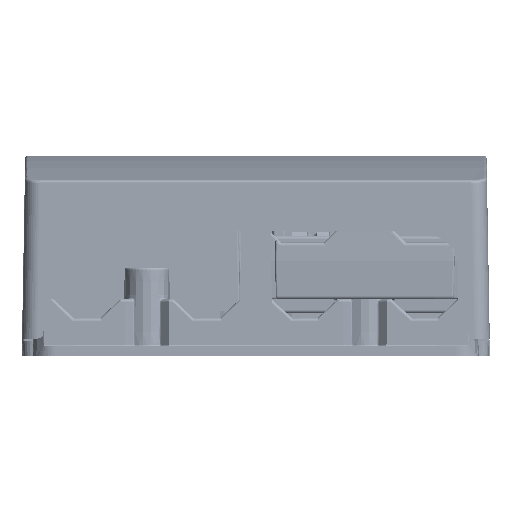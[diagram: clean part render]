
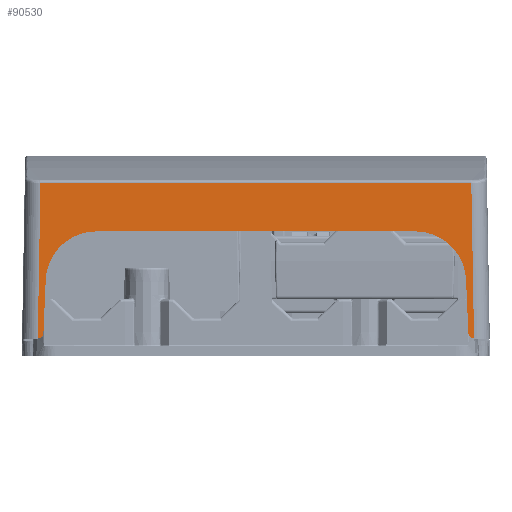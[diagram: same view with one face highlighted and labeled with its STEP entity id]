
A CAD part, left-side view. The second image highlights one B-rep face of the part: STEP entity #90530.
In plain terms, the highlighted face is planar.
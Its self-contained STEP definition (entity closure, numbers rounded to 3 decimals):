
#2532=ELLIPSE($,#96222,1.,1.);
#2533=ELLIPSE($,#96226,8.001,8.);
#2534=ELLIPSE($,#96230,1.,1.);
#2535=ELLIPSE($,#96233,8.001,8.);
#9103=LINE($,#142095,#18171);
#9106=LINE($,#142103,#18174);
#9109=LINE($,#142114,#18177);
#9111=LINE($,#142118,#18179);
#9112=LINE($,#142120,#18180);
#9113=LINE($,#142121,#18181);
#18171=VECTOR($,#110020,8.402);
#18174=VECTOR($,#110029,50.683);
#18177=VECTOR($,#110040,8.402);
#18179=VECTOR($,#110044,24.681);
#18180=VECTOR($,#110045,68.339);
#18181=VECTOR($,#110046,24.681);
#24441=PLANE($,#96232);
#29087=FACE_OUTER_BOUND($,#34201,.T.);
#34201=EDGE_LOOP($,(#71322,#71323,#71324,#71325,#71326,#71327,#71328,#71329,
#71330,#71331));
#42914=VERTEX_POINT($,#142087);
#42915=VERTEX_POINT($,#142089);
#42916=VERTEX_POINT($,#142093);
#42917=VERTEX_POINT($,#142097);
#42918=VERTEX_POINT($,#142101);
#42920=VERTEX_POINT($,#142107);
#42921=VERTEX_POINT($,#142109);
#42922=VERTEX_POINT($,#142113);
#42923=VERTEX_POINT($,#142117);
#42924=VERTEX_POINT($,#142119);
#53179=EDGE_CURVE($,#42914,#42915,#2532,.T.);
#53182=EDGE_CURVE($,#42914,#42916,#9103,.T.);
#53184=EDGE_CURVE($,#42917,#42916,#2533,.T.);
#53186=EDGE_CURVE($,#42917,#42918,#9106,.F.);
#53189=EDGE_CURVE($,#42920,#42921,#2534,.T.);
#53191=EDGE_CURVE($,#42922,#42921,#9109,.T.);
#53193=EDGE_CURVE($,#42923,#42920,#9111,.T.);
#53194=EDGE_CURVE($,#42924,#42923,#9112,.T.);
#53195=EDGE_CURVE($,#42915,#42924,#9113,.T.);
#53196=EDGE_CURVE($,#42922,#42918,#2535,.T.);
#71322=ORIENTED_EDGE($,*,*,#53189,.F.);
#71323=ORIENTED_EDGE($,*,*,#53193,.F.);
#71324=ORIENTED_EDGE($,*,*,#53194,.F.);
#71325=ORIENTED_EDGE($,*,*,#53195,.F.);
#71326=ORIENTED_EDGE($,*,*,#53179,.F.);
#71327=ORIENTED_EDGE($,*,*,#53182,.T.);
#71328=ORIENTED_EDGE($,*,*,#53184,.F.);
#71329=ORIENTED_EDGE($,*,*,#53186,.T.);
#71330=ORIENTED_EDGE($,*,*,#53196,.F.);
#71331=ORIENTED_EDGE($,*,*,#53191,.T.);
#90530=ADVANCED_FACE($,(#29087),#24441,.T.);
#96222=AXIS2_PLACEMENT_3D($,#142090,#110013,#110014);
#96226=AXIS2_PLACEMENT_3D($,#142099,#110024,#110025);
#96230=AXIS2_PLACEMENT_3D($,#142110,#110035,#110036);
#96232=AXIS2_PLACEMENT_3D($,#142116,#110042,#110043);
#96233=AXIS2_PLACEMENT_3D($,#142122,#110047,#110048);
#110013=DIRECTION('center_axis',(-1.,0.,-0.017));
#110014=DIRECTION('ref_axis',(0.017,0.,
-1.));
#110020=DIRECTION($,(-0.017,0.044,0.999));
#110024=DIRECTION('center_axis',(1.,0.,0.017));
#110025=DIRECTION('ref_axis',(-0.017,0.,
1.));
#110029=DIRECTION($,(0.,-1.,0.));
#110035=DIRECTION('center_axis',(-1.,0.,-0.017));
#110036=DIRECTION('ref_axis',(0.017,0.,
-1.));
#110040=DIRECTION($,(0.017,0.044,-0.999));
#110042=DIRECTION('center_axis',(1.,0.,0.017));
#110043=DIRECTION('ref_axis',(0.017,0.,-1.));
#110044=DIRECTION($,(0.017,0.017,-1.));
#110045=DIRECTION($,(0.,1.,0.));
#110046=DIRECTION($,(-0.017,0.017,1.));
#110047=DIRECTION('center_axis',(1.,0.,0.017));
#110048=DIRECTION('ref_axis',(-0.017,0.,
1.));
#142087=CARTESIAN_POINT('',(31.383,-33.7,0.956));
#142089=CARTESIAN_POINT('',(31.4,-34.6,0.005));
#142090=CARTESIAN_POINT('Origin',(31.383,-34.7,1.));
#142093=CARTESIAN_POINT('',(31.237,-33.334,9.349));
#142095=CARTESIAN_POINT($,(31.225,-33.304,10.041));
#142097=CARTESIAN_POINT('',(31.103,-25.342,17.));
#142099=CARTESIAN_POINT('Origin',(31.243,-25.342,9.));
#142101=CARTESIAN_POINT('',(31.103,25.342,17.));
#142103=CARTESIAN_POINT($,(31.103,35.05,17.));
#142107=CARTESIAN_POINT('',(31.4,34.6,0.005));
#142109=CARTESIAN_POINT('',(31.383,33.7,0.956));
#142110=CARTESIAN_POINT('Origin',(31.383,34.7,1.));
#142113=CARTESIAN_POINT('',(31.237,33.334,9.349));
#142114=CARTESIAN_POINT($,(31.401,33.745,-0.065));
#142116=CARTESIAN_POINT('Origin',(31.4,37.1,0.));
#142117=CARTESIAN_POINT('',(30.969,34.17,24.679));
#142118=CARTESIAN_POINT($,(31.391,34.592,0.504));
#142119=CARTESIAN_POINT('',(30.969,-34.17,24.679));
#142120=CARTESIAN_POINT($,(30.969,-37.1,24.679));
#142121=CARTESIAN_POINT($,(31.389,-34.59,0.604));
#142122=CARTESIAN_POINT('Origin',(31.243,25.342,9.));
